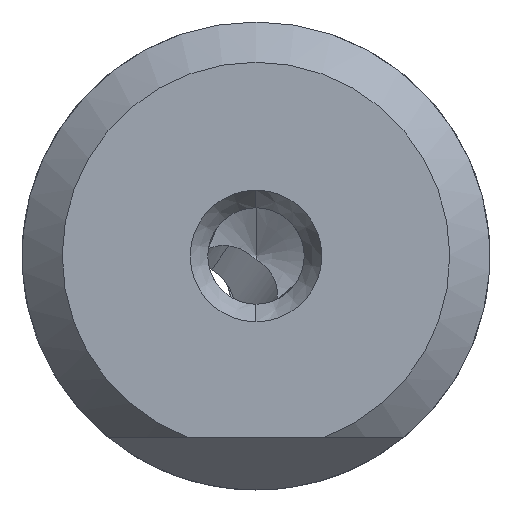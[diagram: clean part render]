
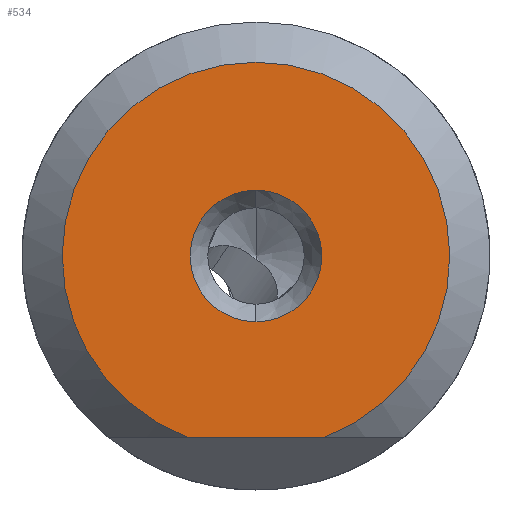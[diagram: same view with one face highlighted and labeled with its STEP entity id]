
A CAD part, left-side view. The second image highlights one B-rep face of the part: STEP entity #534.
In plain terms, the highlighted planar face has unit normal (-1, 0, 0).
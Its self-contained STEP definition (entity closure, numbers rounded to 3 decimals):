
#74 = EDGE_LOOP ( 'NONE', ( #317, #2389 ) ) ;
#158 = DIRECTION ( 'NONE',  ( -1., 0., 0. ) ) ;
#169 = CARTESIAN_POINT ( 'NONE',  ( 0., 0., 0. ) ) ;
#197 = DIRECTION ( 'NONE',  ( 0., 0., 1. ) ) ;
#261 = CARTESIAN_POINT ( 'NONE',  ( 0., 0., 2.25 ) ) ;
#263 = LINE ( 'NONE', #2295, #584 ) ;
#272 = AXIS2_PLACEMENT_3D ( 'NONE', #169, #158, #197 ) ;
#317 = ORIENTED_EDGE ( 'NONE', *, *, #2121, .F. ) ;
#346 = EDGE_CURVE ( 'NONE', #568, #1254, #582, .T. ) ;
#368 = DIRECTION ( 'NONE',  ( 0., -1., 0. ) ) ;
#462 = AXIS2_PLACEMENT_3D ( 'NONE', #2309, #537, #2553 ) ;
#534 = ADVANCED_FACE ( 'NONE', ( #2136, #1917 ), #2512, .F. ) ;
#537 = DIRECTION ( 'NONE',  ( 1., 0., 0. ) ) ;
#568 = VERTEX_POINT ( 'NONE', #910 ) ;
#582 = CIRCLE ( 'NONE', #2367, 2.25 ) ;
#584 = VECTOR ( 'NONE', #368, 1000. ) ;
#604 = CARTESIAN_POINT ( 'NONE',  ( 0., 0., 0. ) ) ;
#638 = EDGE_LOOP ( 'NONE', ( #2431, #1519 ) ) ;
#762 = VERTEX_POINT ( 'NONE', #1249 ) ;
#772 = CARTESIAN_POINT ( 'NONE',  ( 0., 0., 0. ) ) ;
#805 = CARTESIAN_POINT ( 'NONE',  ( 0., 2.335, -6.2 ) ) ;
#849 = EDGE_CURVE ( 'NONE', #2303, #762, #263, .T. ) ;
#910 = CARTESIAN_POINT ( 'NONE',  ( 0., 0., -2.25 ) ) ;
#1076 = AXIS2_PLACEMENT_3D ( 'NONE', #772, #1333, #1789 ) ;
#1249 = CARTESIAN_POINT ( 'NONE',  ( 0., -2.335, -6.2 ) ) ;
#1250 = CIRCLE ( 'NONE', #1076, 6.625 ) ;
#1254 = VERTEX_POINT ( 'NONE', #261 ) ;
#1333 = DIRECTION ( 'NONE',  ( -1., 0., 0. ) ) ;
#1401 = DIRECTION ( 'NONE',  ( -1., 0., 0. ) ) ;
#1519 = ORIENTED_EDGE ( 'NONE', *, *, #849, .T. ) ;
#1542 = CIRCLE ( 'NONE', #272, 2.25 ) ;
#1739 = EDGE_CURVE ( 'NONE', #762, #2303, #1250, .T. ) ;
#1789 = DIRECTION ( 'NONE',  ( 0., 0., 1. ) ) ;
#1917 = FACE_OUTER_BOUND ( 'NONE', #638, .T. ) ;
#2121 = EDGE_CURVE ( 'NONE', #1254, #568, #1542, .T. ) ;
#2136 = FACE_BOUND ( 'NONE', #74, .T. ) ;
#2188 = DIRECTION ( 'NONE',  ( 0., 0., 1. ) ) ;
#2295 = CARTESIAN_POINT ( 'NONE',  ( 0., 2.25, -6.2 ) ) ;
#2303 = VERTEX_POINT ( 'NONE', #805 ) ;
#2309 = CARTESIAN_POINT ( 'NONE',  ( 0., 2.25, 0. ) ) ;
#2367 = AXIS2_PLACEMENT_3D ( 'NONE', #604, #1401, #2188 ) ;
#2389 = ORIENTED_EDGE ( 'NONE', *, *, #346, .F. ) ;
#2431 = ORIENTED_EDGE ( 'NONE', *, *, #1739, .T. ) ;
#2512 = PLANE ( 'NONE',  #462 ) ;
#2553 = DIRECTION ( 'NONE',  ( 0., 0., -1. ) ) ;
